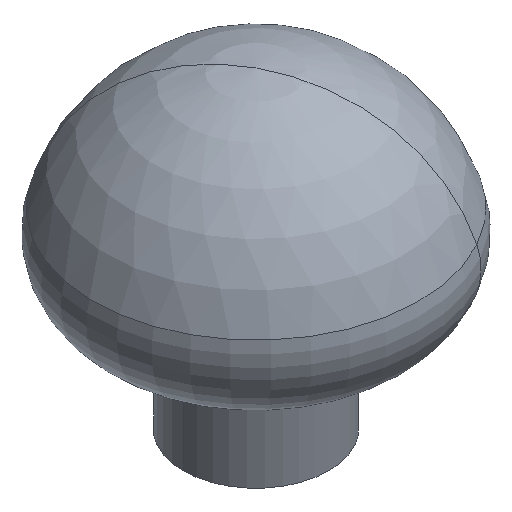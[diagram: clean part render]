
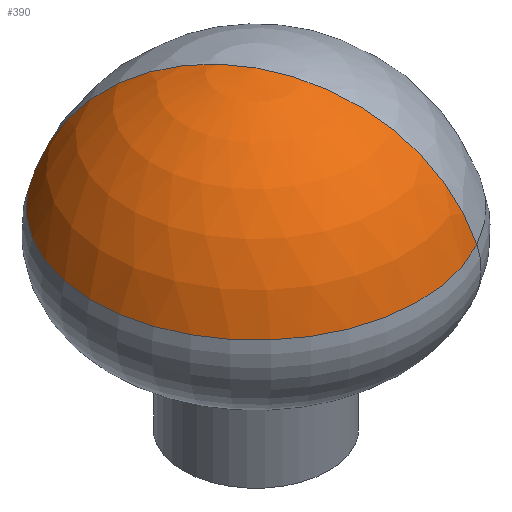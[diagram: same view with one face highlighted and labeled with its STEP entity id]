
A CAD part, isometric view. The second image highlights one B-rep face of the part: STEP entity #390.
In plain terms, the highlighted spherical face has radius 305 mm.
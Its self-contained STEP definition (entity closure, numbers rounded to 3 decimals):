
#359 = EDGE_CURVE('',#360,#362,#364,.T.);
#360 = VERTEX_POINT('',#361);
#361 = CARTESIAN_POINT('',(-139.973,256.219,108.229));
#362 = VERTEX_POINT('',#363);
#363 = CARTESIAN_POINT('',(0.,0.,325.));
#364 = CIRCLE('',#365,305.);
#365 = AXIS2_PLACEMENT_3D('',#366,#367,#368);
#366 = CARTESIAN_POINT('',(0.,0.,20.));
#367 = DIRECTION('',(0.878,0.479,-0.));
#368 = DIRECTION('',(-0.479,0.878,0.));
#370 = EDGE_CURVE('',#371,#362,#373,.T.);
#371 = VERTEX_POINT('',#372);
#372 = CARTESIAN_POINT('',(139.973,-256.219,108.229));
#373 = CIRCLE('',#374,305.);
#374 = AXIS2_PLACEMENT_3D('',#375,#376,#377);
#375 = CARTESIAN_POINT('',(0.,0.,20.));
#376 = DIRECTION('',(-0.878,-0.479,0.));
#377 = DIRECTION('',(0.479,-0.878,0.));
#390 = ADVANCED_FACE('',(#391),#402,.T.);
#391 = FACE_BOUND('',#392,.T.);
#392 = EDGE_LOOP('',(#393,#394,#395));
#393 = ORIENTED_EDGE('',*,*,#370,.T.);
#394 = ORIENTED_EDGE('',*,*,#359,.F.);
#395 = ORIENTED_EDGE('',*,*,#396,.T.);
#396 = EDGE_CURVE('',#360,#371,#397,.T.);
#397 = CIRCLE('',#398,291.96);
#398 = AXIS2_PLACEMENT_3D('',#399,#400,#401);
#399 = CARTESIAN_POINT('',(0.,0.,108.229));
#400 = DIRECTION('',(0.,0.,1.));
#401 = DIRECTION('',(1.,0.,-0.));
#402 = SPHERICAL_SURFACE('',#403,305.);
#403 = AXIS2_PLACEMENT_3D('',#404,#405,#406);
#404 = CARTESIAN_POINT('',(0.,0.,20.));
#405 = DIRECTION('',(0.,0.,1.));
#406 = DIRECTION('',(-0.479,0.878,0.));
